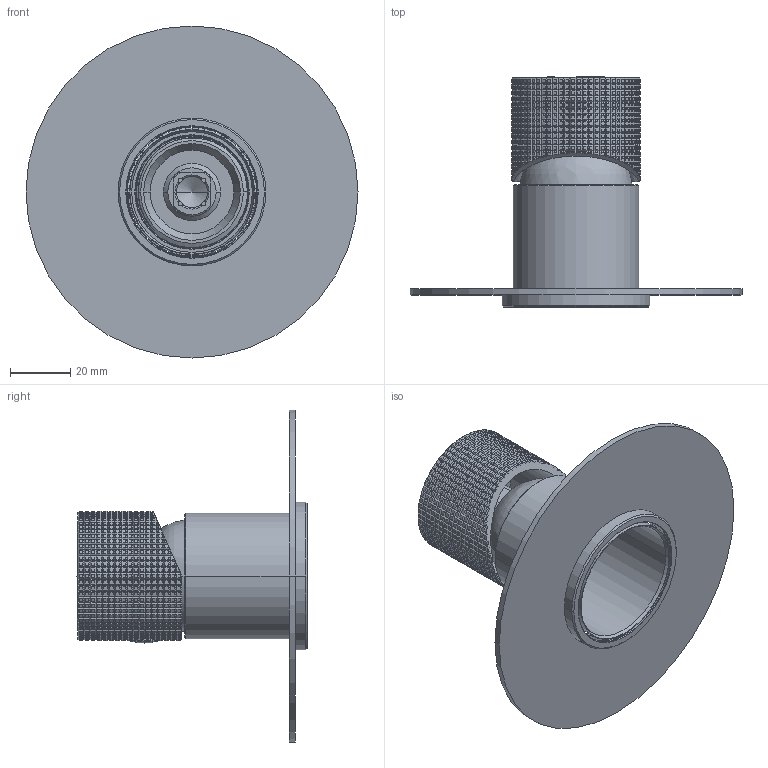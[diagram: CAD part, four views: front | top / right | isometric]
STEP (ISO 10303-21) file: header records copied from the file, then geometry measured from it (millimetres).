
FILE_DESCRIPTION((''),'2;1');
FILE_NAME('ALOG604_002','2023-01-26T12:01:27',('michelaferrini'),(''),'CREO PARAMETRIC BY PTC INC, 2022164','CREO PARAMETRIC BY PTC INC, 2022164','');
FILE_SCHEMA(('CONFIG_CONTROL_DESIGN'));
Products named in the file (9): SINMAC0010; SCCMAC0011; ALOG005C007; SPLMAC0001; ALOG604C002; AOTT608C002; ALOG604W002; ALOG604E002; ALOG604_002
Assembly tree (8 placements, depth 4):
  ALOG604_002
    ALOG604E002
      SINMAC0010
      SCCMAC0011
      ALOG005C007
      SPLMAC0001
      ALOG604W002
        ALOG604C002
        AOTT608C002
Bounding box: 110 x 76.29 x 110 mm (x, y, z)
Volume: 38429.1 mm3; surface area: 46493.7 mm2
Topology: 6 solids, 7 shells, 5246 faces, 10743 edges, 5508 vertices
Faces by surface type: plane 2108, cone 2022, cylinder 1076, bspline 22, torus 10, sphere 8
Entity records: 144504 total; most frequent: CARTESIAN_POINT 42913, ORIENTED_EDGE 21468, DIRECTION 20214, EDGE_CURVE 10737, AXIS2_PLACEMENT_3D 8468, VERTEX_POINT 5508, EDGE_LOOP 5263, FACE_OUTER_BOUND 5246
